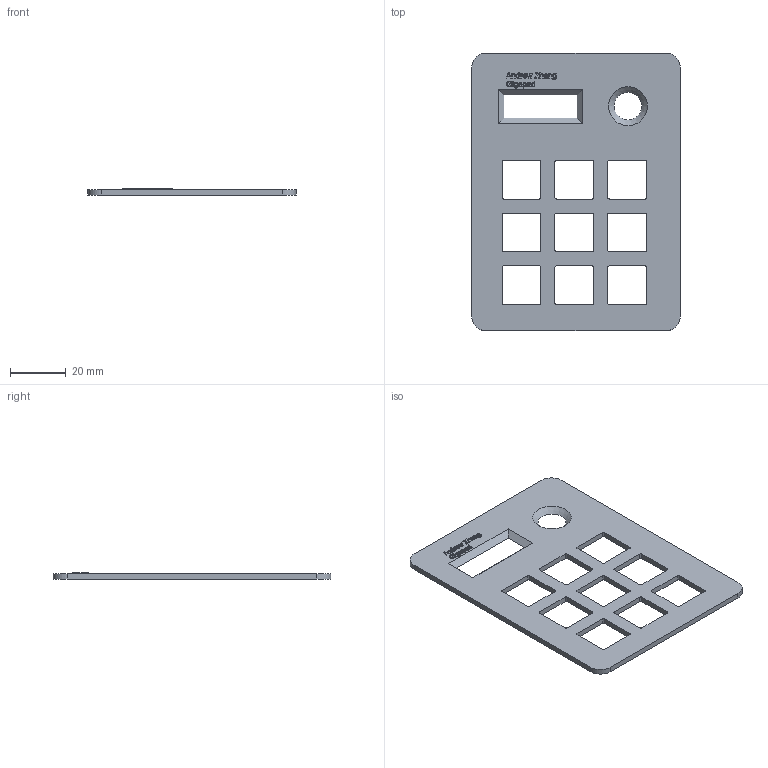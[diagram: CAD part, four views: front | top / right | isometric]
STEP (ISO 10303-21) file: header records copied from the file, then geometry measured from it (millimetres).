
FILE_DESCRIPTION(/* description */ (''),/* implementation_level */ '2;1');
FILE_NAME(/* name */ 'Case Top.step',/* time_stamp */ '2026-02-07T02:43:04-05:00',/* author */ (''),/* organization */ (''),/* preprocessor_version */ 'ST-DEVELOPER v20.1',/* originating_system */ 'Autodesk Translation Framework v14.24.0.0',/* authorisation */ '');
FILE_SCHEMA (('AUTOMOTIVE_DESIGN { 1 0 10303 214 3 1 1 }'));
Length unit declared in the file: millimetre
Products named in the file (1): 2026-02-07-01-16-41-371
Bounding box: 75 x 100 x 2.2 mm (x, y, z)
Volume: 10607.2 mm3; surface area: 12629.6 mm2
Topology: 1 solids, 1 shells, 518 faces, 1461 edges, 974 vertices
Faces by surface type: bspline 281, plane 196, cylinder 40, cone 1
Entity records: 19354 total; most frequent: CARTESIAN_POINT 7731, ORIENTED_EDGE 2922, EDGE_CURVE 1461, DIRECTION 1457, VERTEX_POINT 974, LINE 817, VECTOR 817, EDGE_LOOP 569
